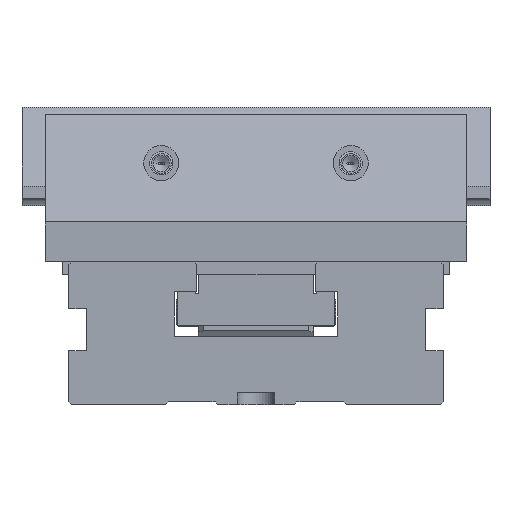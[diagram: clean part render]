
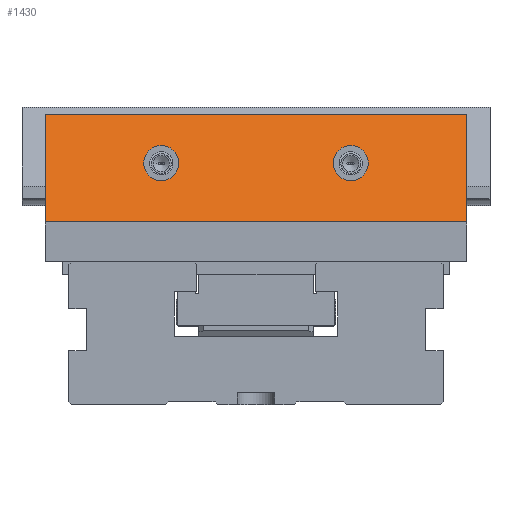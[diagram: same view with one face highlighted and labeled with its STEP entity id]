
A CAD part, left-side view. The second image highlights one B-rep face of the part: STEP entity #1430.
In plain terms, the highlighted planar face has unit normal (-0.924, 0, 0.383).
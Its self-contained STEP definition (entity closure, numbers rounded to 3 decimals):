
#262=ELLIPSE('',#9008,8.118,7.5);
#263=ELLIPSE('',#9023,8.118,7.5);
#776=FACE_BOUND('',#2672,.T.);
#777=FACE_BOUND('',#2673,.T.);
#778=FACE_BOUND('',#2674,.T.);
#1430=ADVANCED_FACE('',(#776,#777,#778),#1774,.F.);
#1774=PLANE('',#9025);
#2672=EDGE_LOOP('',(#4182,#4183,#4184,#4185));
#2673=EDGE_LOOP('',(#4186));
#2674=EDGE_LOOP('',(#4187));
#4182=ORIENTED_EDGE('',*,*,#6533,.T.);
#4183=ORIENTED_EDGE('',*,*,#6517,.T.);
#4184=ORIENTED_EDGE('',*,*,#6550,.T.);
#4185=ORIENTED_EDGE('',*,*,#6537,.T.);
#4186=ORIENTED_EDGE('',*,*,#6583,.F.);
#4187=ORIENTED_EDGE('',*,*,#6577,.F.);
#5556=VERTEX_POINT('',#13594);
#5557=VERTEX_POINT('',#13595);
#5570=VERTEX_POINT('',#13626);
#5573=VERTEX_POINT('',#13634);
#5600=VERTEX_POINT('',#13721);
#5607=VERTEX_POINT('',#13743);
#6517=EDGE_CURVE('',#5556,#5557,#7420,.T.);
#6533=EDGE_CURVE('',#5570,#5556,#7434,.T.);
#6537=EDGE_CURVE('',#5573,#5570,#7437,.T.);
#6550=EDGE_CURVE('',#5557,#5573,#7448,.T.);
#6577=EDGE_CURVE('',#5600,#5600,#262,.T.);
#6583=EDGE_CURVE('',#5607,#5607,#263,.T.);
#7420=LINE('',#13593,#8166);
#7434=LINE('',#13625,#8180);
#7437=LINE('',#13633,#8183);
#7448=LINE('',#13658,#8194);
#8166=VECTOR('',#10583,1.);
#8180=VECTOR('',#10605,1.);
#8183=VECTOR('',#10612,1.);
#8194=VECTOR('',#10631,1.);
#9008=AXIS2_PLACEMENT_3D('',#13720,#10705,#10706);
#9023=AXIS2_PLACEMENT_3D('',#13742,#10735,#10736);
#9025=AXIS2_PLACEMENT_3D('',#13745,#10739,#10740);
#10583=DIRECTION('',(0.,1.,0.));
#10605=DIRECTION('',(0.383,0.,0.924));
#10612=DIRECTION('',(0.,-1.,0.));
#10631=DIRECTION('',(-0.383,0.,-0.924));
#10705=DIRECTION('',(-0.924,0.,0.383));
#10706=DIRECTION('',(0.383,0.,0.924));
#10735=DIRECTION('',(-0.924,0.,0.383));
#10736=DIRECTION('',(0.383,0.,0.924));
#10739=DIRECTION('',(0.924,0.,-0.383));
#10740=DIRECTION('',(-0.383,0.,-0.924));
#13593=CARTESIAN_POINT('',(19.042,80.,124.4));
#13594=CARTESIAN_POINT('',(19.042,-10.,124.4));
#13595=CARTESIAN_POINT('',(19.042,170.,124.4));
#13625=CARTESIAN_POINT('',(0.589,-10.,79.853));
#13626=CARTESIAN_POINT('',(0.,-10.,78.43));
#13633=CARTESIAN_POINT('',(0.,80.,78.43));
#13634=CARTESIAN_POINT('',(0.,170.,78.43));
#13658=CARTESIAN_POINT('',(0.589,170.,79.853));
#13720=CARTESIAN_POINT('',(10.405,120.5,103.55));
#13721=CARTESIAN_POINT('',(13.512,120.5,111.05));
#13742=CARTESIAN_POINT('',(10.405,39.5,103.55));
#13743=CARTESIAN_POINT('',(13.512,39.5,111.05));
#13745=CARTESIAN_POINT('',(21.926,80.,131.363));
